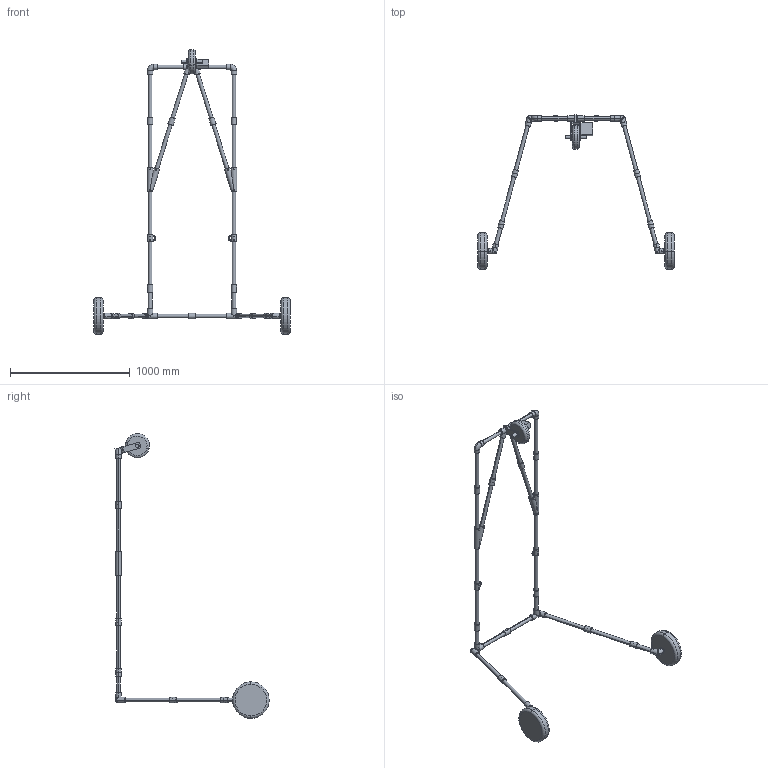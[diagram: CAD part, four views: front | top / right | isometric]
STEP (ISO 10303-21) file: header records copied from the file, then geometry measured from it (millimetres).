
FILE_DESCRIPTION (( 'STEP AP203' ), '1' );
FILE_NAME ('JSC HACK.STEP', '2024-11-17T15:17:29', ( '' ), ( '' ), 'SwSTEP 2.0', 'SolidWorks 2024', '' );
FILE_SCHEMA (( 'CONFIG_CONTROL_DESIGN' ));
Length unit declared in the file: centimetre
Products named in the file (18): Leg support bar; 42mm Side bars; Straight pipe with ring; Pole to tire; JSC HACK; corner pipe; corner T pipe Inverse; back wheels; 35mm bars; Front wheel; 20cm pipe; Straight pipe; 17.4 degree connector wall; corner T pipe; casing; Wheel hub; Front wheel pivot connector; Top Pipe
Assembly tree (51 placements, depth 2):
  JSC HACK
    17.4 degree connector wall  x2
    42mm Side bars  x8
    corner pipe  x2
    35mm bars  x2
    Front wheel pivot connector
    Straight pipe  x11
    Straight pipe with ring  x2
    Leg support bar  x8
    20cm pipe  x4
    Top Pipe  x2
    corner T pipe
    corner T pipe Inverse
    Pole to tire  x2
    back wheels  x2
    Wheel hub
    Front wheel
    casing
Bounding box: 1640.1 x 1289.2 x 2379.2 mm (x, y, z)
Volume: 20500581.5 mm3; surface area: 2560690.2 mm2
Topology: 51 solids, 51 shells, 688 faces, 1692 edges, 1086 vertices
Faces by surface type: cylinder 512, plane 144, torus 24, bspline 8
Entity records: 17590 total; most frequent: CARTESIAN_POINT 7810, ORIENTED_EDGE 1442, DIRECTION 1389, EDGE_CURVE 721, AXIS2_PLACEMENT_3D 566, VERTEX_POINT 462, EDGE_LOOP 411, ADVANCED_FACE 294
